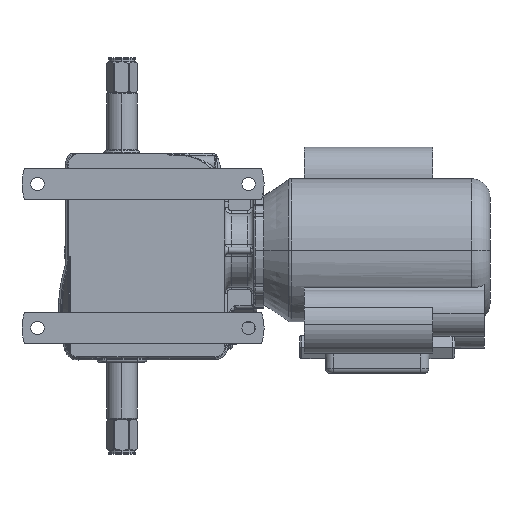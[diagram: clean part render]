
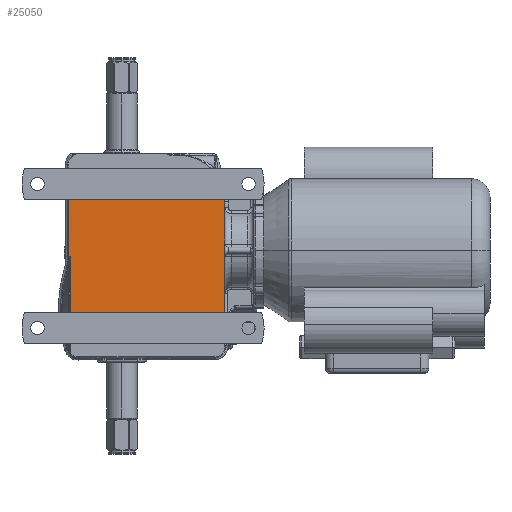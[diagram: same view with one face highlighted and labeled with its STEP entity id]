
A CAD part, left-side view. The second image highlights one B-rep face of the part: STEP entity #25050.
In plain terms, the highlighted planar face has unit normal (-1, 0, 0).
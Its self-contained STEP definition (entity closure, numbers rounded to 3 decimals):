
#151 = VERTEX_POINT ( 'NONE', #14204 ) ;
#1051 = VECTOR ( 'NONE', #25160, 1000. ) ;
#2027 = DIRECTION ( 'NONE',  ( 0., 0., -1. ) ) ;
#2057 = ORIENTED_EDGE ( 'NONE', *, *, #30729, .T. ) ;
#2899 = CIRCLE ( 'NONE', #17440, 1. ) ;
#4855 = VERTEX_POINT ( 'NONE', #16986 ) ;
#5128 = LINE ( 'NONE', #28683, #33482 ) ;
#5220 = FACE_OUTER_BOUND ( 'NONE', #35211, .T. ) ;
#5270 = VECTOR ( 'NONE', #35268, 1000. ) ;
#5299 = ORIENTED_EDGE ( 'NONE', *, *, #9530, .F. ) ;
#5385 = DIRECTION ( 'NONE',  ( 0., 0., 1. ) ) ;
#5769 = EDGE_CURVE ( 'NONE', #26264, #6189, #36898, .T. ) ;
#6189 = VERTEX_POINT ( 'NONE', #21534 ) ;
#6291 = CARTESIAN_POINT ( 'NONE',  ( -62., 52., -5. ) ) ;
#7337 = LINE ( 'NONE', #30670, #1051 ) ;
#8098 = VERTEX_POINT ( 'NONE', #6291 ) ;
#8186 = DIRECTION ( 'NONE',  ( -1., 0., 0. ) ) ;
#8357 = VECTOR ( 'NONE', #23291, 1000. ) ;
#8809 = CIRCLE ( 'NONE', #21541, 45. ) ;
#8827 = ORIENTED_EDGE ( 'NONE', *, *, #19061, .T. ) ;
#9530 = EDGE_CURVE ( 'NONE', #35616, #6189, #34138, .T. ) ;
#10656 = CARTESIAN_POINT ( 'NONE',  ( -62., 51., -5. ) ) ;
#11348 = AXIS2_PLACEMENT_3D ( 'NONE', #31070, #21944, #2027 ) ;
#13637 = VECTOR ( 'NONE', #5385, 1000. ) ;
#14204 = CARTESIAN_POINT ( 'NONE',  ( -62., -100., -60.5 ) ) ;
#15509 = CARTESIAN_POINT ( 'NONE',  ( -62., -99.944, 49.5 ) ) ;
#15880 = AXIS2_PLACEMENT_3D ( 'NONE', #28411, #37138, #25552 ) ;
#16333 = DIRECTION ( 'NONE',  ( 0., 0., -1. ) ) ;
#16748 = LINE ( 'NONE', #28380, #13637 ) ;
#16785 = PLANE ( 'NONE',  #15880 ) ;
#16986 = CARTESIAN_POINT ( 'NONE',  ( -62., 52., 49.5 ) ) ;
#17030 = ORIENTED_EDGE ( 'NONE', *, *, #30486, .F. ) ;
#17036 = EDGE_CURVE ( 'NONE', #31994, #151, #26547, .T. ) ;
#17251 = DIRECTION ( 'NONE',  ( 0., 1., 0. ) ) ;
#17440 = AXIS2_PLACEMENT_3D ( 'NONE', #10656, #8186, #16333 ) ;
#18357 = ORIENTED_EDGE ( 'NONE', *, *, #17036, .F. ) ;
#19061 = EDGE_CURVE ( 'NONE', #8098, #26264, #2899, .T. ) ;
#20216 = CARTESIAN_POINT ( 'NONE',  ( -62., 50., 0. ) ) ;
#21333 = ORIENTED_EDGE ( 'NONE', *, *, #24283, .F. ) ;
#21534 = CARTESIAN_POINT ( 'NONE',  ( -62., 50., -7. ) ) ;
#21541 = AXIS2_PLACEMENT_3D ( 'NONE', #24720, #36307, #35761 ) ;
#21676 = CARTESIAN_POINT ( 'NONE',  ( -62., -100., 47.25 ) ) ;
#21944 = DIRECTION ( 'NONE',  ( 1., 0., 0. ) ) ;
#23291 = DIRECTION ( 'NONE',  ( 0., 0., -1. ) ) ;
#23490 = CARTESIAN_POINT ( 'NONE',  ( -62., -100., -93.45 ) ) ;
#24283 = EDGE_CURVE ( 'NONE', #151, #35616, #5128, .T. ) ;
#24720 = CARTESIAN_POINT ( 'NONE',  ( -62., -55., 47.25 ) ) ;
#25050 = ADVANCED_FACE ( 'NONE', ( #5220 ), #16785, .F. ) ;
#25160 = DIRECTION ( 'NONE',  ( 0., -1., 0. ) ) ;
#25552 = DIRECTION ( 'NONE',  ( 0., 0., -1. ) ) ;
#26088 = ORIENTED_EDGE ( 'NONE', *, *, #34749, .F. ) ;
#26264 = VERTEX_POINT ( 'NONE', #36848 ) ;
#26547 = LINE ( 'NONE', #23490, #8357 ) ;
#28380 = CARTESIAN_POINT ( 'NONE',  ( -62., 52., 83.32 ) ) ;
#28411 = CARTESIAN_POINT ( 'NONE',  ( -62., -88., -75.5 ) ) ;
#28683 = CARTESIAN_POINT ( 'NONE',  ( -62., 94.697, -60.5 ) ) ;
#30486 = EDGE_CURVE ( 'NONE', #8098, #4855, #16748, .T. ) ;
#30670 = CARTESIAN_POINT ( 'NONE',  ( -62., -135.697, 49.5 ) ) ;
#30729 = EDGE_CURVE ( 'NONE', #31994, #30961, #8809, .T. ) ;
#30766 = ORIENTED_EDGE ( 'NONE', *, *, #5769, .T. ) ;
#30961 = VERTEX_POINT ( 'NONE', #15509 ) ;
#31070 = CARTESIAN_POINT ( 'NONE',  ( -62., 51., -7. ) ) ;
#31994 = VERTEX_POINT ( 'NONE', #21676 ) ;
#33482 = VECTOR ( 'NONE', #17251, 1000. ) ;
#33489 = CARTESIAN_POINT ( 'NONE',  ( -62., 50., -60.5 ) ) ;
#34138 = LINE ( 'NONE', #20216, #5270 ) ;
#34749 = EDGE_CURVE ( 'NONE', #4855, #30961, #7337, .T. ) ;
#35211 = EDGE_LOOP ( 'NONE', ( #17030, #8827, #30766, #5299, #21333, #18357, #2057, #26088 ) ) ;
#35268 = DIRECTION ( 'NONE',  ( 0., 0., 1. ) ) ;
#35616 = VERTEX_POINT ( 'NONE', #33489 ) ;
#35761 = DIRECTION ( 'NONE',  ( 0., 0., -1. ) ) ;
#36307 = DIRECTION ( 'NONE',  ( -1., 0., 0. ) ) ;
#36848 = CARTESIAN_POINT ( 'NONE',  ( -62., 51., -6. ) ) ;
#36898 = CIRCLE ( 'NONE', #11348, 1. ) ;
#37138 = DIRECTION ( 'NONE',  ( 1., 0., 0. ) ) ;
